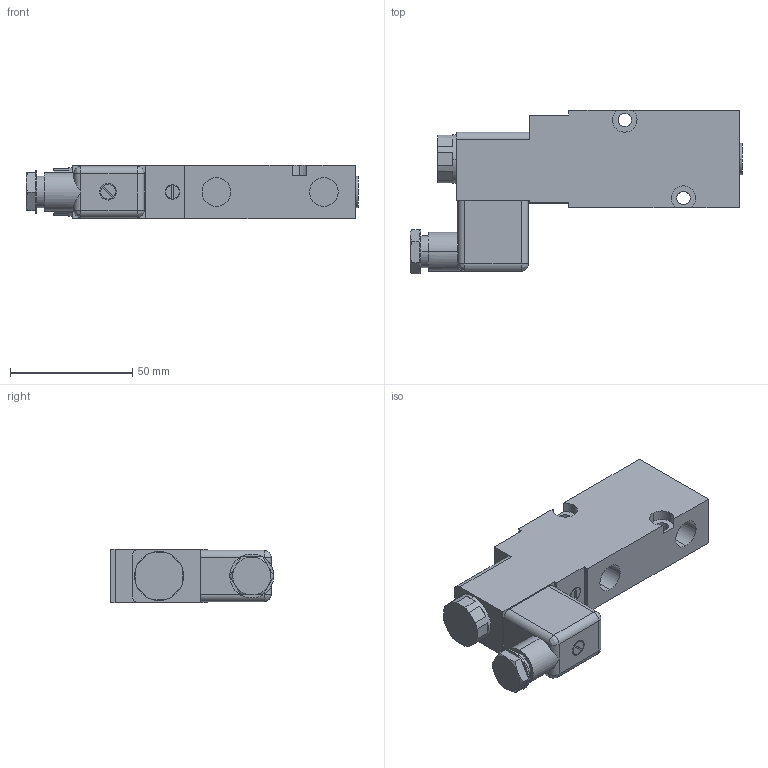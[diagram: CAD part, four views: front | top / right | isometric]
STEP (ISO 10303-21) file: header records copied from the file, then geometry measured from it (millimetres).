
FILE_DESCRIPTION (( 'STEP AP203' ), '1' );
FILE_NAME ('GZ-MNH31_701.STEP', '2018-11-21T10:46:00', ( '' ), ( '' ), 'SwSTEP 2.0', 'SolidWorks 2013', '' );
FILE_SCHEMA (( 'CONFIG_CONTROL_DESIGN' ));
Length unit declared in the file: millimetre
Products named in the file (1): GZ-MNH31_701
Bounding box: 136 x 67 x 22 mm (x, y, z)
Volume: 110514.3 mm3; surface area: 21916.8 mm2
Topology: 2 solids, 2 shells, 136 faces, 324 edges, 204 vertices
Faces by surface type: plane 74, cylinder 53, cone 5, bspline 4
Entity records: 4098 total; most frequent: CARTESIAN_POINT 818, DIRECTION 701, ORIENTED_EDGE 636, EDGE_CURVE 318, AXIS2_PLACEMENT_3D 265, VERTEX_POINT 204, VECTOR 171, LINE 171
